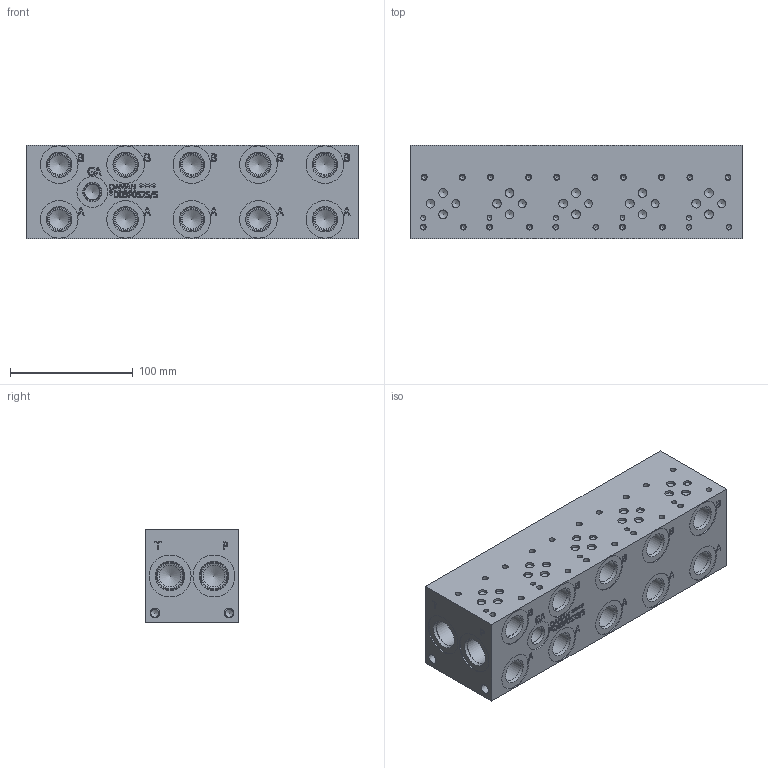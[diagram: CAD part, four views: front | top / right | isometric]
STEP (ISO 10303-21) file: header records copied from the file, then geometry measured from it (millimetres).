
FILE_DESCRIPTION(/* description */ (''),/* implementation_level */ '2;1');
FILE_NAME(/* name */ '_D03P052S_S.stp',/* time_stamp */ '2022-10-17T16:26:04-04:00',/* author */ ('bobbyh'),/* organization */ (''),/* preprocessor_version */ 'ST-DEVELOPER v18',/* originating_system */ 'Autodesk Inventor 2020',/* authorisation */ '');
FILE_SCHEMA (('AUTOMOTIVE_DESIGN { 1 0 10303 214 3 1 1 }'));
Length unit declared in the file: millimetre
Products named in the file (1): Part_AD03P052S_S_3D
Bounding box: 270 x 76.2 x 76.2 mm (x, y, z)
Volume: 1431289.9 mm3; surface area: 126656.1 mm2
Topology: 1 solids, 1 shells, 956 faces, 2622 edges, 1786 vertices
Faces by surface type: plane 467, bspline 223, cylinder 154, cone 112
Full cylindrical faces by diameter (mm): 3.785 x20, 3.962 x5, 4.826 x20, 6.35 x5, 6.528 x4, 7.137 x15, 7.925 x4, 12.294 x1, 12.9 x1, 13.487 x1, 14.275 x1, 14.529 x1, 15.875 x10, 17.45 x1, 17.475 x4, 17.501 x10, 18.542 x1, 19.05 x10, 19.253 x10, 19.99 x1, 20.447 x4, 20.625 x1, 21.819 x1, 22.23 x4, 22.555 x4, 25.019 x1, 30.632 x10, 34.138 x4
Entity records: 32058 total; most frequent: CARTESIAN_POINT 8199, ORIENTED_EDGE 5114, DIRECTION 4160, EDGE_CURVE 2557, VERTEX_POINT 1786, LINE 1530, VECTOR 1530, AXIS2_PLACEMENT_3D 1315
